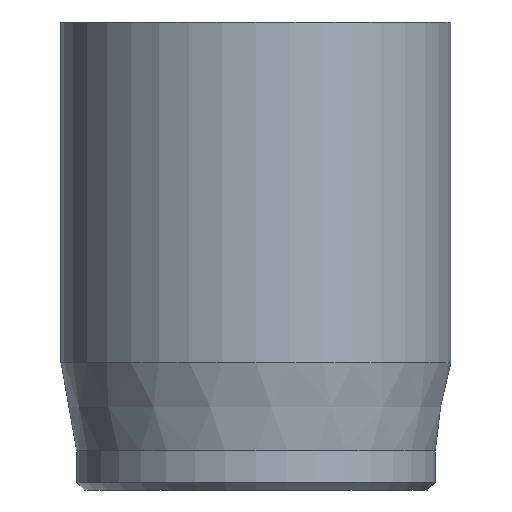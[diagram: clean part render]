
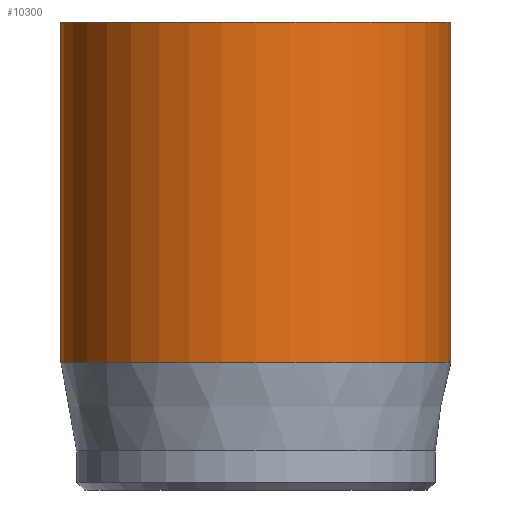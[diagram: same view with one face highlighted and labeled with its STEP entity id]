
A CAD part, front view. The second image highlights one B-rep face of the part: STEP entity #10300.
In plain terms, the highlighted cylindrical face has radius 5 mm (diameter 10 mm), a full revolution.
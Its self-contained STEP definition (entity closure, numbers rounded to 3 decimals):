
#38=CYLINDRICAL_SURFACE('',#10782,5.);
#55=CIRCLE('',#10755,5.);
#67=CIRCLE('',#10780,5.);
#68=CIRCLE('',#10781,5.);
#631=FACE_OUTER_BOUND('',#1229,.T.);
#1229=EDGE_LOOP('',(#8082,#8083,#8084,#8085,#8086));
#1948=LINE('',#16339,#2788);
#2788=VECTOR('',#11571,5.);
#4425=VERTEX_POINT('',#16290);
#4437=VERTEX_POINT('',#16333);
#4438=VERTEX_POINT('',#16334);
#5722=EDGE_CURVE('',#4425,#4425,#55,.T.);
#5740=EDGE_CURVE('',#4437,#4438,#67,.T.);
#5741=EDGE_CURVE('',#4438,#4437,#68,.T.);
#5743=EDGE_CURVE('',#4425,#4437,#1948,.T.);
#8082=ORIENTED_EDGE('',*,*,#5722,.T.);
#8083=ORIENTED_EDGE('',*,*,#5743,.T.);
#8084=ORIENTED_EDGE('',*,*,#5740,.T.);
#8085=ORIENTED_EDGE('',*,*,#5741,.T.);
#8086=ORIENTED_EDGE('',*,*,#5743,.F.);
#10300=ADVANCED_FACE('',(#631),#38,.T.);
#10755=AXIS2_PLACEMENT_3D('',#16291,#11508,#11509);
#10780=AXIS2_PLACEMENT_3D('',#16335,#11564,#11565);
#10781=AXIS2_PLACEMENT_3D('',#16336,#11566,#11567);
#10782=AXIS2_PLACEMENT_3D('',#16338,#11569,#11570);
#11508=DIRECTION('center_axis',(0.,0.,-1.));
#11509=DIRECTION('ref_axis',(-1.,0.,0.));
#11564=DIRECTION('center_axis',(0.,0.,1.));
#11565=DIRECTION('ref_axis',(-1.,0.,0.));
#11566=DIRECTION('center_axis',(0.,0.,1.));
#11567=DIRECTION('ref_axis',(-1.,0.,0.));
#11569=DIRECTION('center_axis',(0.,0.,1.));
#11570=DIRECTION('ref_axis',(-1.,0.,0.));
#11571=DIRECTION('',(0.,0.,-1.));
#16290=CARTESIAN_POINT('',(5.,0.,12.));
#16291=CARTESIAN_POINT('Origin',(0.,0.,12.));
#16333=CARTESIAN_POINT('',(5.,0.,3.269));
#16334=CARTESIAN_POINT('',(-5.,0.,3.269));
#16335=CARTESIAN_POINT('Origin',(0.,0.,3.269));
#16336=CARTESIAN_POINT('Origin',(0.,0.,3.269));
#16338=CARTESIAN_POINT('Origin',(0.,0.,0.));
#16339=CARTESIAN_POINT('',(5.,0.,0.));
